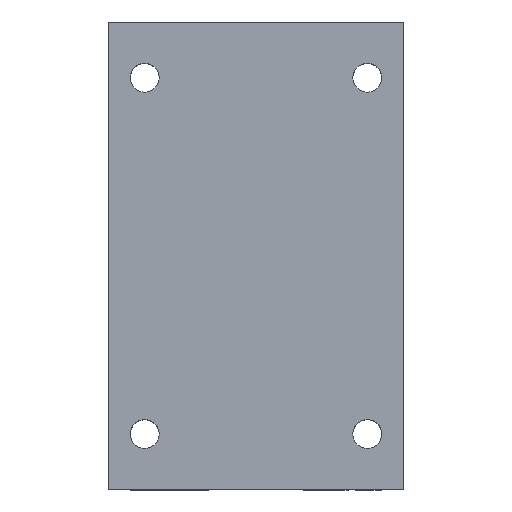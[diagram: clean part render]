
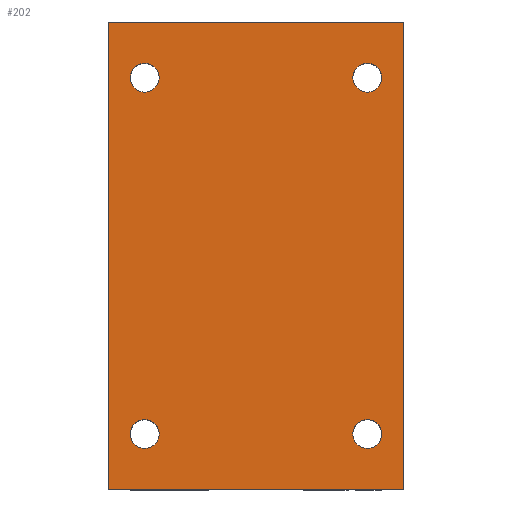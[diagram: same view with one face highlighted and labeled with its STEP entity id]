
A CAD part, top view. The second image highlights one B-rep face of the part: STEP entity #202.
In plain terms, the highlighted planar face has unit normal (0, 0, 1).
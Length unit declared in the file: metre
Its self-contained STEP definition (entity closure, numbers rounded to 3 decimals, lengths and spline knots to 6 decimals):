
#202 = ADVANCED_FACE( '', ( #421, #422, #423, #424, #425 ), #426, .T. );
#421 = FACE_BOUND( '', #639, .T. );
#422 = FACE_BOUND( '', #640, .T. );
#423 = FACE_OUTER_BOUND( '', #641, .T. );
#424 = FACE_BOUND( '', #642, .T. );
#425 = FACE_BOUND( '', #643, .T. );
#426 = PLANE( '', #644 );
#639 = EDGE_LOOP( '', ( #1189 ) );
#640 = EDGE_LOOP( '', ( #1190 ) );
#641 = EDGE_LOOP( '', ( #1191, #1192, #1193, #1194 ) );
#642 = EDGE_LOOP( '', ( #1195 ) );
#643 = EDGE_LOOP( '', ( #1196 ) );
#644 = AXIS2_PLACEMENT_3D( '', #1197, #1198, #1199 );
#1189 = ORIENTED_EDGE( '', *, *, #1275, .T. );
#1190 = ORIENTED_EDGE( '', *, *, #1422, .T. );
#1191 = ORIENTED_EDGE( '', *, *, #1360, .F. );
#1192 = ORIENTED_EDGE( '', *, *, #1404, .F. );
#1193 = ORIENTED_EDGE( '', *, *, #1454, .T. );
#1194 = ORIENTED_EDGE( '', *, *, #1380, .T. );
#1195 = ORIENTED_EDGE( '', *, *, #1312, .T. );
#1196 = ORIENTED_EDGE( '', *, *, #1427, .T. );
#1197 = CARTESIAN_POINT( '', ( -0.0265, -0.042, 0.03 ) );
#1198 = DIRECTION( '', ( 0., 0., 1. ) );
#1199 = DIRECTION( '', ( 1., 0., 0. ) );
#1275 = EDGE_CURVE( '', #1536, #1536, #1537, .T. );
#1312 = EDGE_CURVE( '', #1594, #1594, #1595, .T. );
#1360 = EDGE_CURVE( '', #1671, #1673, #1674, .T. );
#1380 = EDGE_CURVE( '', #1701, #1673, #1702, .T. );
#1404 = EDGE_CURVE( '', #1732, #1671, #1734, .T. );
#1422 = EDGE_CURVE( '', #1758, #1758, #1759, .T. );
#1427 = EDGE_CURVE( '', #1764, #1764, #1765, .T. );
#1454 = EDGE_CURVE( '', #1732, #1701, #1795, .T. );
#1536 = VERTEX_POINT( '', #2050 );
#1537 = CIRCLE( '', #2051, 0.0026 );
#1594 = VERTEX_POINT( '', #2126 );
#1595 = CIRCLE( '', #2127, 0.0026 );
#1671 = VERTEX_POINT( '', #2234 );
#1673 = VERTEX_POINT( '', #2237 );
#1674 = LINE( '', #2238, #2239 );
#1701 = VERTEX_POINT( '', #2281 );
#1702 = LINE( '', #2282, #2283 );
#1732 = VERTEX_POINT( '', #2328 );
#1734 = LINE( '', #2331, #2332 );
#1758 = VERTEX_POINT( '', #2365 );
#1759 = CIRCLE( '', #2366, 0.0026 );
#1764 = VERTEX_POINT( '', #2372 );
#1765 = CIRCLE( '', #2373, 0.0026 );
#1795 = LINE( '', #2409, #2410 );
#2050 = CARTESIAN_POINT( '', ( -0.0174, 0.032, 0.03 ) );
#2051 = AXIS2_PLACEMENT_3D( '', #2457, #2458, #2459 );
#2126 = CARTESIAN_POINT( '', ( 0.0226, -0.032, 0.03 ) );
#2127 = AXIS2_PLACEMENT_3D( '', #2505, #2506, #2507 );
#2234 = CARTESIAN_POINT( '', ( -0.0265, 0.042, 0.03 ) );
#2237 = CARTESIAN_POINT( '', ( 0.0265, 0.042, 0.03 ) );
#2238 = CARTESIAN_POINT( '', ( -0.0265, 0.042, 0.03 ) );
#2239 = VECTOR( '', #2561, 1. );
#2281 = CARTESIAN_POINT( '', ( 0.0265, -0.042, 0.03 ) );
#2282 = CARTESIAN_POINT( '', ( 0.0265, -0.042, 0.03 ) );
#2283 = VECTOR( '', #2577, 1. );
#2328 = CARTESIAN_POINT( '', ( -0.0265, -0.042, 0.03 ) );
#2331 = CARTESIAN_POINT( '', ( -0.0265, -0.042, 0.03 ) );
#2332 = VECTOR( '', #2603, 1. );
#2365 = CARTESIAN_POINT( '', ( 0.0226, 0.032, 0.03 ) );
#2366 = AXIS2_PLACEMENT_3D( '', #2622, #2623, #2624 );
#2372 = CARTESIAN_POINT( '', ( -0.0174, -0.032, 0.03 ) );
#2373 = AXIS2_PLACEMENT_3D( '', #2629, #2630, #2631 );
#2409 = CARTESIAN_POINT( '', ( -0.0265, -0.042, 0.03 ) );
#2410 = VECTOR( '', #2650, 1. );
#2457 = CARTESIAN_POINT( '', ( -0.02, 0.032, 0.03 ) );
#2458 = DIRECTION( '', ( 0., 0., -1. ) );
#2459 = DIRECTION( '', ( 1., 0., 0. ) );
#2505 = CARTESIAN_POINT( '', ( 0.02, -0.032, 0.03 ) );
#2506 = DIRECTION( '', ( 0., 0., -1. ) );
#2507 = DIRECTION( '', ( 1., 0., 0. ) );
#2561 = DIRECTION( '', ( 1., 0., 0. ) );
#2577 = DIRECTION( '', ( 0., 1., 0. ) );
#2603 = DIRECTION( '', ( 0., 1., 0. ) );
#2622 = CARTESIAN_POINT( '', ( 0.02, 0.032, 0.03 ) );
#2623 = DIRECTION( '', ( 0., 0., -1. ) );
#2624 = DIRECTION( '', ( 1., 0., 0. ) );
#2629 = CARTESIAN_POINT( '', ( -0.02, -0.032, 0.03 ) );
#2630 = DIRECTION( '', ( 0., 0., -1. ) );
#2631 = DIRECTION( '', ( 1., 0., 0. ) );
#2650 = DIRECTION( '', ( 1., 0., 0. ) );
